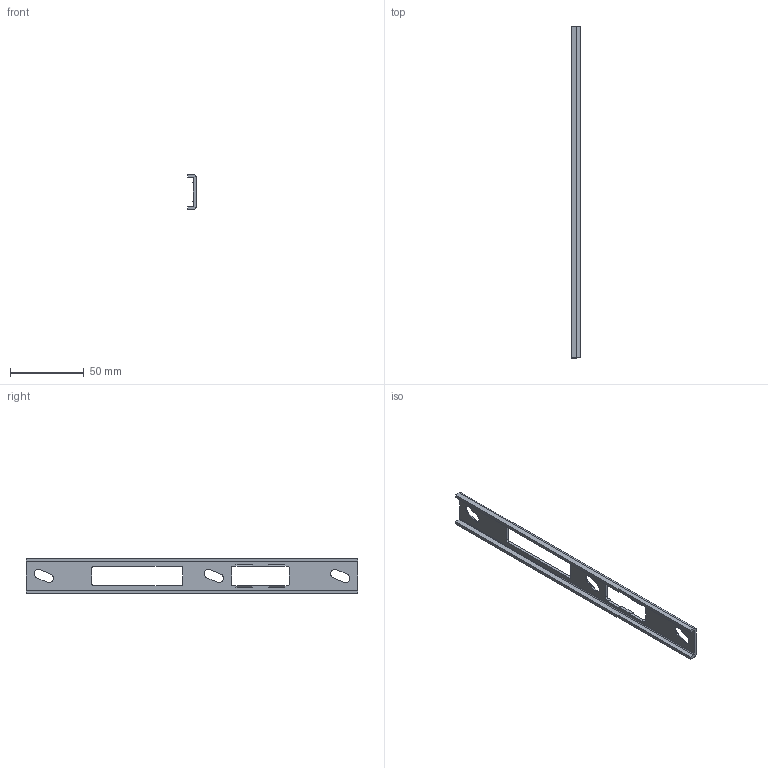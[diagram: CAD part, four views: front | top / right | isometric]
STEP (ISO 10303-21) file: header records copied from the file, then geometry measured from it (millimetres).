
FILE_DESCRIPTION((''),'2;1');
FILE_NAME('0982768100000','2021-01-14T18:03:04',('MLOLI'),(''),'CREO PARAMETRIC BY PTC INC, 2019344','CREO PARAMETRIC BY PTC INC, 2019344','');
FILE_SCHEMA(('AP242_MANAGED_MODEL_BASED_3D_ENGINEERING_MIM_LF { 1 0 10303 442 1 1 4 }'));
Length unit declared in the file: millimetre
Products named in the file (1): 0982768100000
Bounding box: 6 x 224.5 x 24 mm (x, y, z)
Volume: 10616.2 mm3; surface area: 12427.2 mm2
Topology: 1 solids, 1 shells, 78 faces, 217 edges, 142 vertices
Faces by surface type: plane 54, cylinder 18, cone 6
Entity records: 3086 total; most frequent: DIRECTION 486, CARTESIAN_POINT 484, ORIENTED_EDGE 432, EDGE_CURVE 216, VECTOR 184, LINE 184, AXIS2_PLACEMENT_3D 151, VERTEX_POINT 140
